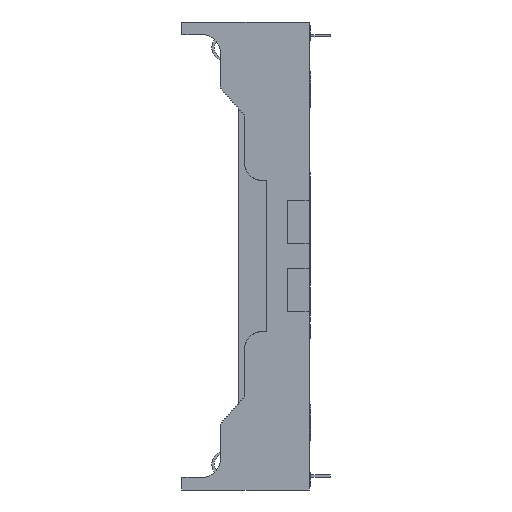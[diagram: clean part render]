
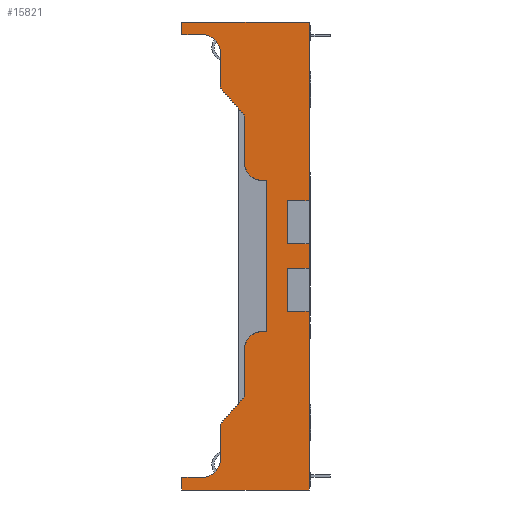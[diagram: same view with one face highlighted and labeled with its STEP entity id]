
A CAD part, left-side view. The second image highlights one B-rep face of the part: STEP entity #15821.
In plain terms, the highlighted planar face has unit normal (-1, 0, 0).
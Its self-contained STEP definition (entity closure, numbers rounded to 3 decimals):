
#780=PLANE('',#16791);
#1406=FACE_OUTER_BOUND('',#2335,.T.);
#2335=EDGE_LOOP('',(#11681,#11682,#11683,#11684,#11685,#11686,#11687,#11688,
#11689,#11690,#11691,#11692,#11693,#11694,#11695,#11696,#11697,#11698,#11699,
#11700,#11701,#11702,#11703,#11704,#11705,#11706,#11707,#11708));
#3374=LINE('',#22039,#5203);
#3378=LINE('',#22047,#5207);
#3462=LINE('',#22255,#5291);
#3603=LINE('',#24397,#5432);
#3663=LINE('',#24545,#5492);
#3664=LINE('',#24548,#5493);
#3665=LINE('',#24550,#5494);
#3666=LINE('',#24551,#5495);
#3667=LINE('',#24553,#5496);
#3668=LINE('',#24555,#5497);
#3669=LINE('',#24557,#5498);
#3670=LINE('',#24561,#5499);
#3671=LINE('',#24563,#5500);
#3672=LINE('',#24565,#5501);
#3673=LINE('',#24569,#5502);
#3674=LINE('',#24571,#5503);
#3675=LINE('',#24573,#5504);
#3676=LINE('',#24577,#5505);
#3677=LINE('',#24579,#5506);
#3678=LINE('',#24581,#5507);
#3679=LINE('',#24583,#5508);
#3680=LINE('',#24585,#5509);
#3681=LINE('',#24587,#5510);
#3682=LINE('',#24588,#5511);
#5203=VECTOR('',#17774,1000.);
#5207=VECTOR('',#17778,1000.);
#5291=VECTOR('',#17902,1000.);
#5432=VECTOR('',#18053,1000.);
#5492=VECTOR('',#18143,1000.);
#5493=VECTOR('',#18146,1000.);
#5494=VECTOR('',#18147,1000.);
#5495=VECTOR('',#18148,1000.);
#5496=VECTOR('',#18149,1000.);
#5497=VECTOR('',#18150,1000.);
#5498=VECTOR('',#18151,1000.);
#5499=VECTOR('',#18154,1000.);
#5500=VECTOR('',#18155,1000.);
#5501=VECTOR('',#18156,1000.);
#5502=VECTOR('',#18159,1000.);
#5503=VECTOR('',#18160,1000.);
#5504=VECTOR('',#18161,1000.);
#5505=VECTOR('',#18164,1000.);
#5506=VECTOR('',#18165,1000.);
#5507=VECTOR('',#18166,1000.);
#5508=VECTOR('',#18169,1000.);
#5509=VECTOR('',#18170,1000.);
#5510=VECTOR('',#18171,1000.);
#5511=VECTOR('',#18172,1000.);
#6950=CIRCLE('',#16792,3.);
#6951=CIRCLE('',#16793,3.);
#6952=CIRCLE('',#16794,3.);
#6953=CIRCLE('',#16795,3.);
#7227=VERTEX_POINT('',#22036);
#7228=VERTEX_POINT('',#22038);
#7231=VERTEX_POINT('',#22044);
#7232=VERTEX_POINT('',#22046);
#7335=VERTEX_POINT('',#22252);
#7336=VERTEX_POINT('',#22254);
#7578=VERTEX_POINT('',#24394);
#7579=VERTEX_POINT('',#24396);
#7632=VERTEX_POINT('',#24542);
#7633=VERTEX_POINT('',#24547);
#7634=VERTEX_POINT('',#24549);
#7635=VERTEX_POINT('',#24552);
#7636=VERTEX_POINT('',#24554);
#7637=VERTEX_POINT('',#24556);
#7638=VERTEX_POINT('',#24558);
#7639=VERTEX_POINT('',#24560);
#7640=VERTEX_POINT('',#24562);
#7641=VERTEX_POINT('',#24564);
#7642=VERTEX_POINT('',#24566);
#7643=VERTEX_POINT('',#24568);
#7644=VERTEX_POINT('',#24570);
#7645=VERTEX_POINT('',#24572);
#7646=VERTEX_POINT('',#24574);
#7647=VERTEX_POINT('',#24576);
#7648=VERTEX_POINT('',#24578);
#7649=VERTEX_POINT('',#24580);
#7650=VERTEX_POINT('',#24584);
#7651=VERTEX_POINT('',#24586);
#8825=EDGE_CURVE('',#7227,#7228,#3374,.T.);
#8829=EDGE_CURVE('',#7231,#7232,#3378,.T.);
#8933=EDGE_CURVE('',#7336,#7335,#3462,.T.);
#9179=EDGE_CURVE('',#7578,#7579,#3603,.T.);
#9247=EDGE_CURVE('',#7632,#7232,#3663,.T.);
#9248=EDGE_CURVE('',#7633,#7227,#3664,.T.);
#9249=EDGE_CURVE('',#7633,#7634,#3665,.T.);
#9250=EDGE_CURVE('',#7634,#7336,#3666,.T.);
#9251=EDGE_CURVE('',#7635,#7335,#3667,.T.);
#9252=EDGE_CURVE('',#7635,#7636,#3668,.T.);
#9253=EDGE_CURVE('',#7636,#7637,#3669,.T.);
#9254=EDGE_CURVE('',#7637,#7638,#6950,.T.);
#9255=EDGE_CURVE('',#7638,#7639,#3670,.T.);
#9256=EDGE_CURVE('',#7639,#7640,#3671,.T.);
#9257=EDGE_CURVE('',#7640,#7641,#3672,.T.);
#9258=EDGE_CURVE('',#7641,#7642,#6951,.T.);
#9259=EDGE_CURVE('',#7642,#7643,#3673,.T.);
#9260=EDGE_CURVE('',#7644,#7643,#3674,.T.);
#9261=EDGE_CURVE('',#7645,#7644,#3675,.T.);
#9262=EDGE_CURVE('',#7646,#7645,#6952,.T.);
#9263=EDGE_CURVE('',#7647,#7646,#3676,.T.);
#9264=EDGE_CURVE('',#7648,#7647,#3677,.T.);
#9265=EDGE_CURVE('',#7649,#7648,#3678,.T.);
#9266=EDGE_CURVE('',#7579,#7649,#6953,.T.);
#9267=EDGE_CURVE('',#7632,#7578,#3679,.T.);
#9268=EDGE_CURVE('',#7650,#7231,#3680,.T.);
#9269=EDGE_CURVE('',#7651,#7650,#3681,.T.);
#9270=EDGE_CURVE('',#7651,#7228,#3682,.T.);
#11681=ORIENTED_EDGE('',*,*,#8825,.F.);
#11682=ORIENTED_EDGE('',*,*,#9248,.F.);
#11683=ORIENTED_EDGE('',*,*,#9249,.T.);
#11684=ORIENTED_EDGE('',*,*,#9250,.T.);
#11685=ORIENTED_EDGE('',*,*,#8933,.T.);
#11686=ORIENTED_EDGE('',*,*,#9251,.F.);
#11687=ORIENTED_EDGE('',*,*,#9252,.T.);
#11688=ORIENTED_EDGE('',*,*,#9253,.T.);
#11689=ORIENTED_EDGE('',*,*,#9254,.T.);
#11690=ORIENTED_EDGE('',*,*,#9255,.T.);
#11691=ORIENTED_EDGE('',*,*,#9256,.T.);
#11692=ORIENTED_EDGE('',*,*,#9257,.T.);
#11693=ORIENTED_EDGE('',*,*,#9258,.T.);
#11694=ORIENTED_EDGE('',*,*,#9259,.T.);
#11695=ORIENTED_EDGE('',*,*,#9260,.F.);
#11696=ORIENTED_EDGE('',*,*,#9261,.F.);
#11697=ORIENTED_EDGE('',*,*,#9262,.F.);
#11698=ORIENTED_EDGE('',*,*,#9263,.F.);
#11699=ORIENTED_EDGE('',*,*,#9264,.F.);
#11700=ORIENTED_EDGE('',*,*,#9265,.F.);
#11701=ORIENTED_EDGE('',*,*,#9266,.F.);
#11702=ORIENTED_EDGE('',*,*,#9179,.F.);
#11703=ORIENTED_EDGE('',*,*,#9267,.F.);
#11704=ORIENTED_EDGE('',*,*,#9247,.T.);
#11705=ORIENTED_EDGE('',*,*,#8829,.F.);
#11706=ORIENTED_EDGE('',*,*,#9268,.F.);
#11707=ORIENTED_EDGE('',*,*,#9269,.F.);
#11708=ORIENTED_EDGE('',*,*,#9270,.T.);
#15821=ADVANCED_FACE('',(#1406),#780,.F.);
#16791=AXIS2_PLACEMENT_3D('',#24546,#18144,#18145);
#16792=AXIS2_PLACEMENT_3D('',#24559,#18152,#18153);
#16793=AXIS2_PLACEMENT_3D('',#24567,#18157,#18158);
#16794=AXIS2_PLACEMENT_3D('',#24575,#18162,#18163);
#16795=AXIS2_PLACEMENT_3D('',#24582,#18167,#18168);
#17774=DIRECTION('',(0.,1.,0.));
#17778=DIRECTION('',(0.,1.,0.));
#17902=DIRECTION('',(0.,-1.,0.));
#18053=DIRECTION('',(0.,0.,-1.));
#18143=DIRECTION('',(0.,0.,-1.));
#18144=DIRECTION('center_axis',(1.,0.,0.));
#18145=DIRECTION('ref_axis',(0.,0.,-1.));
#18146=DIRECTION('',(0.,0.,-1.));
#18147=DIRECTION('',(0.,-1.,0.));
#18148=DIRECTION('',(0.,0.,-1.));
#18149=DIRECTION('',(0.,0.,-1.));
#18150=DIRECTION('',(0.,1.,0.));
#18151=DIRECTION('',(0.,0.,-1.));
#18152=DIRECTION('center_axis',(1.,0.,0.));
#18153=DIRECTION('ref_axis',(0.,0.,1.));
#18154=DIRECTION('',(0.,1.,0.));
#18155=DIRECTION('',(0.,0.747,-0.664));
#18156=DIRECTION('',(0.,1.,0.));
#18157=DIRECTION('center_axis',(-1.,0.,0.));
#18158=DIRECTION('ref_axis',(0.,0.,-1.));
#18159=DIRECTION('',(0.,0.,-1.));
#18160=DIRECTION('',(0.,-1.,0.));
#18161=DIRECTION('',(0.,0.,-1.));
#18162=DIRECTION('center_axis',(1.,0.,0.));
#18163=DIRECTION('ref_axis',(0.,0.,-1.));
#18164=DIRECTION('',(0.,-1.,0.));
#18165=DIRECTION('',(0.,-0.747,-0.664));
#18166=DIRECTION('',(0.,-1.,0.));
#18167=DIRECTION('center_axis',(-1.,0.,0.));
#18168=DIRECTION('ref_axis',(0.,0.,1.));
#18169=DIRECTION('',(0.,-1.,0.));
#18170=DIRECTION('',(0.,0.,-1.));
#18171=DIRECTION('',(0.,1.,0.));
#18172=DIRECTION('',(0.,0.,-1.));
#22036=CARTESIAN_POINT('',(-20.25,-2.,0.3));
#22038=CARTESIAN_POINT('',(-20.25,2.,0.3));
#22039=CARTESIAN_POINT('',(-20.25,0.,0.3));
#22044=CARTESIAN_POINT('',(-20.25,9.2,0.3));
#22046=CARTESIAN_POINT('',(-20.25,39.,0.3));
#22047=CARTESIAN_POINT('',(-20.25,0.,0.3));
#22252=CARTESIAN_POINT('',(-20.25,-39.,0.3));
#22254=CARTESIAN_POINT('',(-20.25,-9.2,0.3));
#22255=CARTESIAN_POINT('',(-20.25,0.,0.3));
#24394=CARTESIAN_POINT('',(-20.25,36.9,21.5));
#24396=CARTESIAN_POINT('',(-20.25,36.9,18.1));
#24397=CARTESIAN_POINT('',(-20.25,36.9,21.5));
#24542=CARTESIAN_POINT('',(-20.25,39.,21.5));
#24545=CARTESIAN_POINT('',(-20.25,39.,21.5));
#24546=CARTESIAN_POINT('Origin',(-20.25,0.,21.5));
#24547=CARTESIAN_POINT('',(-20.25,-2.,3.9));
#24548=CARTESIAN_POINT('',(-20.25,-2.,3.9));
#24549=CARTESIAN_POINT('',(-20.25,-9.2,3.9));
#24550=CARTESIAN_POINT('',(-20.25,-2.,3.9));
#24551=CARTESIAN_POINT('',(-20.25,-9.2,3.9));
#24552=CARTESIAN_POINT('',(-20.25,-39.,21.5));
#24553=CARTESIAN_POINT('',(-20.25,-39.,21.5));
#24554=CARTESIAN_POINT('',(-20.25,-36.9,21.5));
#24555=CARTESIAN_POINT('',(-20.25,0.,21.5));
#24556=CARTESIAN_POINT('',(-20.25,-36.9,18.1));
#24557=CARTESIAN_POINT('',(-20.25,-36.9,21.5));
#24558=CARTESIAN_POINT('',(-20.25,-33.9,15.1));
#24559=CARTESIAN_POINT('Origin',(-20.25,-33.9,18.1));
#24560=CARTESIAN_POINT('',(-20.25,-28.,15.1));
#24561=CARTESIAN_POINT('',(-20.25,-33.9,15.1));
#24562=CARTESIAN_POINT('',(-20.25,-23.5,11.1));
#24563=CARTESIAN_POINT('',(-20.25,-28.,15.1));
#24564=CARTESIAN_POINT('',(-20.25,-15.6,11.1));
#24565=CARTESIAN_POINT('',(-20.25,-23.5,11.1));
#24566=CARTESIAN_POINT('',(-20.25,-12.6,8.1));
#24567=CARTESIAN_POINT('Origin',(-20.25,-15.6,8.1));
#24568=CARTESIAN_POINT('',(-20.25,-12.6,7.4));
#24569=CARTESIAN_POINT('',(-20.25,-12.6,8.1));
#24570=CARTESIAN_POINT('',(-20.25,12.6,7.4));
#24571=CARTESIAN_POINT('',(-20.25,12.6,7.4));
#24572=CARTESIAN_POINT('',(-20.25,12.6,8.1));
#24573=CARTESIAN_POINT('',(-20.25,12.6,8.1));
#24574=CARTESIAN_POINT('',(-20.25,15.6,11.1));
#24575=CARTESIAN_POINT('Origin',(-20.25,15.6,8.1));
#24576=CARTESIAN_POINT('',(-20.25,23.5,11.1));
#24577=CARTESIAN_POINT('',(-20.25,23.5,11.1));
#24578=CARTESIAN_POINT('',(-20.25,28.,15.1));
#24579=CARTESIAN_POINT('',(-20.25,28.,15.1));
#24580=CARTESIAN_POINT('',(-20.25,33.9,15.1));
#24581=CARTESIAN_POINT('',(-20.25,33.9,15.1));
#24582=CARTESIAN_POINT('Origin',(-20.25,33.9,18.1));
#24583=CARTESIAN_POINT('',(-20.25,0.,21.5));
#24584=CARTESIAN_POINT('',(-20.25,9.2,3.9));
#24585=CARTESIAN_POINT('',(-20.25,9.2,3.9));
#24586=CARTESIAN_POINT('',(-20.25,2.,3.9));
#24587=CARTESIAN_POINT('',(-20.25,2.,3.9));
#24588=CARTESIAN_POINT('',(-20.25,2.,3.9));
